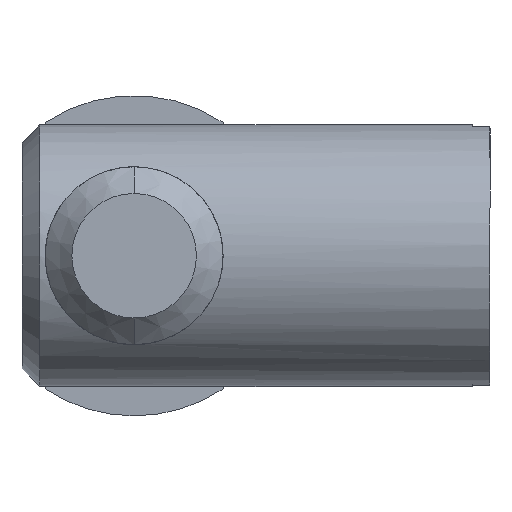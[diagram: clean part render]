
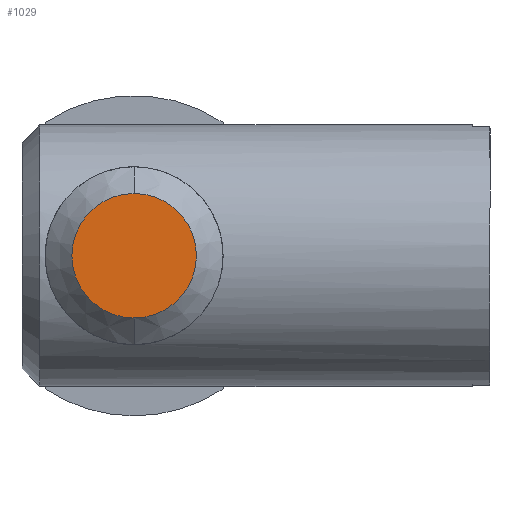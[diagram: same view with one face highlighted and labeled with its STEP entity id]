
A CAD part, front view. The second image highlights one B-rep face of the part: STEP entity #1029.
In plain terms, the highlighted face is planar.
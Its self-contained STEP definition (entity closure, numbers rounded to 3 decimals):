
#147 = DIRECTION ( 'NONE',  ( 0., 0., -1. ) ) ;
#168 = VERTEX_POINT ( 'NONE', #287 ) ;
#215 = EDGE_CURVE ( 'NONE', #168, #1879, #859, .T. ) ;
#287 = CARTESIAN_POINT ( 'NONE',  ( 27.5, 0., 3.5 ) ) ;
#291 = ORIENTED_EDGE ( 'NONE', *, *, #963, .T. ) ;
#440 = AXIS2_PLACEMENT_3D ( 'NONE', #1970, #808, #1982 ) ;
#661 = FACE_OUTER_BOUND ( 'NONE', #1053, .T. ) ;
#808 = DIRECTION ( 'NONE',  ( 1., 0., 0. ) ) ;
#859 = CIRCLE ( 'NONE', #440, 3.5 ) ;
#913 = CIRCLE ( 'NONE', #1966, 3.5 ) ;
#963 = EDGE_CURVE ( 'NONE', #1879, #168, #913, .T. ) ;
#990 = AXIS2_PLACEMENT_3D ( 'NONE', #2508, #1346, #147 ) ;
#1029 = ADVANCED_FACE ( 'NONE', ( #661 ), #1152, .T. ) ;
#1053 = EDGE_LOOP ( 'NONE', ( #2435, #291 ) ) ;
#1109 = DIRECTION ( 'NONE',  ( 1., 0., 0. ) ) ;
#1152 = PLANE ( 'NONE',  #990 ) ;
#1346 = DIRECTION ( 'NONE',  ( 1., 0., 0. ) ) ;
#1763 = CARTESIAN_POINT ( 'NONE',  ( 27.5, 0., -3.5 ) ) ;
#1879 = VERTEX_POINT ( 'NONE', #1763 ) ;
#1966 = AXIS2_PLACEMENT_3D ( 'NONE', #2273, #1109, #2469 ) ;
#1970 = CARTESIAN_POINT ( 'NONE',  ( 27.5, 0., 0. ) ) ;
#1982 = DIRECTION ( 'NONE',  ( 0., 0., -1. ) ) ;
#2273 = CARTESIAN_POINT ( 'NONE',  ( 27.5, 0., 0. ) ) ;
#2435 = ORIENTED_EDGE ( 'NONE', *, *, #215, .T. ) ;
#2469 = DIRECTION ( 'NONE',  ( 0., 0., -1. ) ) ;
#2508 = CARTESIAN_POINT ( 'NONE',  ( 27.5, 0., 0. ) ) ;
